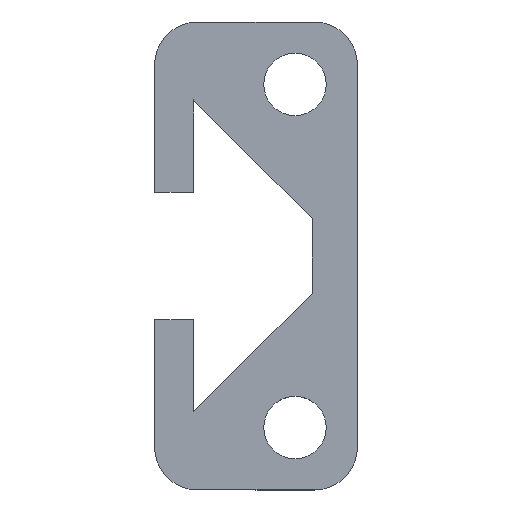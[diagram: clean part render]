
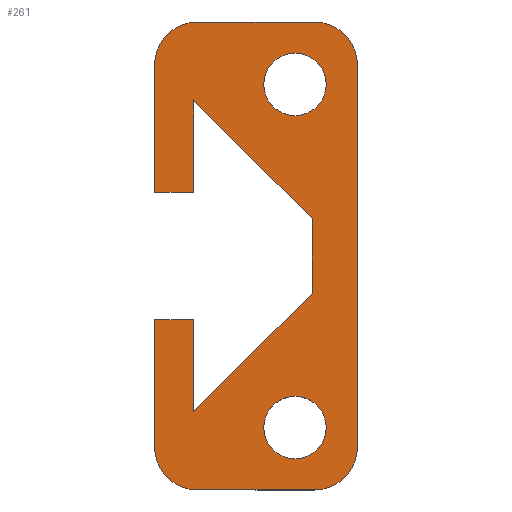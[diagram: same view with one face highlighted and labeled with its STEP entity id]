
A CAD part, top view. The second image highlights one B-rep face of the part: STEP entity #261.
In plain terms, the highlighted planar face has unit normal (0, 0, 1).
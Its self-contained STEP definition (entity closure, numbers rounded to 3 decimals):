
#49=CARTESIAN_POINT('',(-6.5,12.25,0.5));
#50=VERTEX_POINT('',#49);
#51=CARTESIAN_POINT('',(-3.75,15.0,0.5));
#52=VERTEX_POINT('',#51);
#53=CARTESIAN_POINT('',(-3.75,12.25,0.5));
#54=DIRECTION('',(0.0,0.0,-1.));
#55=DIRECTION('',(-0.707,0.707,0.0));
#56=AXIS2_PLACEMENT_3D('',#53,#54,#55);
#57=CIRCLE('',#56,2.75);
#58=EDGE_CURVE('',#50,#52,#57,.T.);
#92=CARTESIAN_POINT('',(3.75,15.,0.5));
#93=VERTEX_POINT('',#92);
#94=CARTESIAN_POINT('',(-3.75,15.0,0.5));
#95=DIRECTION('',(1.0,0.0,0.0));
#96=VECTOR('',#95,7.5);
#97=LINE('',#94,#96);
#98=EDGE_CURVE('',#52,#93,#97,.T.);
#117=CARTESIAN_POINT('',(0.,0.,0.5));
#118=DIRECTION('',(0.0,0.0,1.0));
#119=DIRECTION('',(1.0,0.0,0.0));
#120=AXIS2_PLACEMENT_3D('',#117,#118,#119);
#121=PLANE('',#120);
#122=ORIENTED_EDGE('',*,*,#58,.F.);
#123=CARTESIAN_POINT('',(-6.5,4.1,0.5));
#124=VERTEX_POINT('',#123);
#125=CARTESIAN_POINT('',(-6.5,4.1,0.5));
#126=DIRECTION('',(0.0,1.0,0.0));
#127=VECTOR('',#126,8.15);
#128=LINE('',#125,#127);
#129=EDGE_CURVE('',#124,#50,#128,.T.);
#130=ORIENTED_EDGE('',*,*,#129,.F.);
#131=CARTESIAN_POINT('',(-4.,4.1,0.5));
#132=VERTEX_POINT('',#131);
#133=CARTESIAN_POINT('',(-6.5,4.1,0.5));
#134=DIRECTION('',(1.0,0.0,0.0));
#135=VECTOR('',#134,2.5);
#136=LINE('',#133,#135);
#137=EDGE_CURVE('',#124,#132,#136,.T.);
#138=ORIENTED_EDGE('',*,*,#137,.T.);
#139=CARTESIAN_POINT('',(-4.,10.0,0.5));
#140=VERTEX_POINT('',#139);
#141=CARTESIAN_POINT('',(-4.,4.1,0.5));
#142=DIRECTION('',(0.0,1.0,0.0));
#143=VECTOR('',#142,5.9);
#144=LINE('',#141,#143);
#145=EDGE_CURVE('',#132,#140,#144,.T.);
#146=ORIENTED_EDGE('',*,*,#145,.T.);
#147=CARTESIAN_POINT('',(3.6,2.4,0.5));
#148=VERTEX_POINT('',#147);
#149=CARTESIAN_POINT('',(-4.,10.0,0.5));
#150=DIRECTION('',(0.707,-0.707,0.0));
#151=VECTOR('',#150,10.748);
#152=LINE('',#149,#151);
#153=EDGE_CURVE('',#140,#148,#152,.T.);
#154=ORIENTED_EDGE('',*,*,#153,.T.);
#155=CARTESIAN_POINT('',(3.6,-2.4,0.5));
#156=VERTEX_POINT('',#155);
#157=CARTESIAN_POINT('',(3.6,2.4,0.5));
#158=DIRECTION('',(0.0,-1.0,0.0));
#159=VECTOR('',#158,4.8);
#160=LINE('',#157,#159);
#161=EDGE_CURVE('',#148,#156,#160,.T.);
#162=ORIENTED_EDGE('',*,*,#161,.T.);
#163=CARTESIAN_POINT('',(-4.0,-10.,0.5));
#164=VERTEX_POINT('',#163);
#165=CARTESIAN_POINT('',(3.6,-2.4,0.5));
#166=DIRECTION('',(-0.707,-0.707,0.0));
#167=VECTOR('',#166,10.748);
#168=LINE('',#165,#167);
#169=EDGE_CURVE('',#156,#164,#168,.T.);
#170=ORIENTED_EDGE('',*,*,#169,.T.);
#171=CARTESIAN_POINT('',(-4.,-4.1,0.5));
#172=VERTEX_POINT('',#171);
#173=CARTESIAN_POINT('',(-4.0,-10.,0.5));
#174=DIRECTION('',(0.0,1.0,0.0));
#175=VECTOR('',#174,5.9);
#176=LINE('',#173,#175);
#177=EDGE_CURVE('',#164,#172,#176,.T.);
#178=ORIENTED_EDGE('',*,*,#177,.T.);
#179=CARTESIAN_POINT('',(-6.5,-4.1,0.5));
#180=VERTEX_POINT('',#179);
#181=CARTESIAN_POINT('',(-4.,-4.1,0.5));
#182=DIRECTION('',(-1.0,0.0,0.0));
#183=VECTOR('',#182,2.5);
#184=LINE('',#181,#183);
#185=EDGE_CURVE('',#172,#180,#184,.T.);
#186=ORIENTED_EDGE('',*,*,#185,.T.);
#187=CARTESIAN_POINT('',(-6.5,-12.25,0.5));
#188=VERTEX_POINT('',#187);
#189=CARTESIAN_POINT('',(-6.5,-12.25,0.5));
#190=DIRECTION('',(0.0,1.0,0.0));
#191=VECTOR('',#190,8.15);
#192=LINE('',#189,#191);
#193=EDGE_CURVE('',#188,#180,#192,.T.);
#194=ORIENTED_EDGE('',*,*,#193,.F.);
#195=CARTESIAN_POINT('',(-3.75,-15.0,0.5));
#196=VERTEX_POINT('',#195);
#197=CARTESIAN_POINT('',(-3.75,-12.25,0.5));
#198=DIRECTION('',(0.0,0.0,-1.));
#199=DIRECTION('',(-0.707,-0.707,0.0));
#200=AXIS2_PLACEMENT_3D('',#197,#198,#199);
#201=CIRCLE('',#200,2.75);
#202=EDGE_CURVE('',#196,#188,#201,.T.);
#203=ORIENTED_EDGE('',*,*,#202,.F.);
#204=CARTESIAN_POINT('',(3.75,-15.,0.5));
#205=VERTEX_POINT('',#204);
#206=CARTESIAN_POINT('',(3.75,-15.,0.5));
#207=DIRECTION('',(-1.0,0.0,0.0));
#208=VECTOR('',#207,7.5);
#209=LINE('',#206,#208);
#210=EDGE_CURVE('',#205,#196,#209,.T.);
#211=ORIENTED_EDGE('',*,*,#210,.F.);
#212=CARTESIAN_POINT('',(6.5,-12.25,0.5));
#213=VERTEX_POINT('',#212);
#214=CARTESIAN_POINT('',(3.75,-12.25,0.5));
#215=DIRECTION('',(0.0,0.0,-1.0));
#216=DIRECTION('',(0.707,-0.707,0.0));
#217=AXIS2_PLACEMENT_3D('',#214,#215,#216);
#218=CIRCLE('',#217,2.75);
#219=EDGE_CURVE('',#213,#205,#218,.T.);
#220=ORIENTED_EDGE('',*,*,#219,.F.);
#221=CARTESIAN_POINT('',(6.5,12.25,0.5));
#222=VERTEX_POINT('',#221);
#223=CARTESIAN_POINT('',(6.5,12.25,0.5));
#224=DIRECTION('',(0.0,-1.0,0.0));
#225=VECTOR('',#224,24.5);
#226=LINE('',#223,#225);
#227=EDGE_CURVE('',#222,#213,#226,.T.);
#228=ORIENTED_EDGE('',*,*,#227,.F.);
#229=CARTESIAN_POINT('',(3.75,12.25,0.5));
#230=DIRECTION('',(0.0,0.0,-1.));
#231=DIRECTION('',(0.707,0.707,0.0));
#232=AXIS2_PLACEMENT_3D('',#229,#230,#231);
#233=CIRCLE('',#232,2.75);
#234=EDGE_CURVE('',#93,#222,#233,.T.);
#235=ORIENTED_EDGE('',*,*,#234,.F.);
#236=ORIENTED_EDGE('',*,*,#98,.F.);
#237=EDGE_LOOP('',(#122,#130,#138,#146,#154,#162,#170,#178,#186,#194,#203,#211,#220,#228,#235,#236));
#238=FACE_OUTER_BOUND('',#237,.T.);
#239=CARTESIAN_POINT('',(4.5,-11.0,0.5));
#240=VERTEX_POINT('',#239);
#241=CARTESIAN_POINT('',(2.5,-11.0,0.5));
#242=DIRECTION('',(0.0,0.0,-1.0));
#243=DIRECTION('',(1.0,0.0,0.0));
#244=AXIS2_PLACEMENT_3D('',#241,#242,#243);
#245=CIRCLE('',#244,2.0);
#246=EDGE_CURVE('',#240,#240,#245,.T.);
#247=ORIENTED_EDGE('',*,*,#246,.T.);
#248=EDGE_LOOP('',(#247));
#249=FACE_BOUND('',#248,.T.);
#250=CARTESIAN_POINT('',(4.5,11.0,0.5));
#251=VERTEX_POINT('',#250);
#252=CARTESIAN_POINT('',(2.5,11.0,0.5));
#253=DIRECTION('',(0.0,0.0,-1.0));
#254=DIRECTION('',(1.0,0.0,0.0));
#255=AXIS2_PLACEMENT_3D('',#252,#253,#254);
#256=CIRCLE('',#255,2.0);
#257=EDGE_CURVE('',#251,#251,#256,.T.);
#258=ORIENTED_EDGE('',*,*,#257,.T.);
#259=EDGE_LOOP('',(#258));
#260=FACE_BOUND('',#259,.T.);
#261=ADVANCED_FACE('',(#238,#249,#260),#121,.T.);
